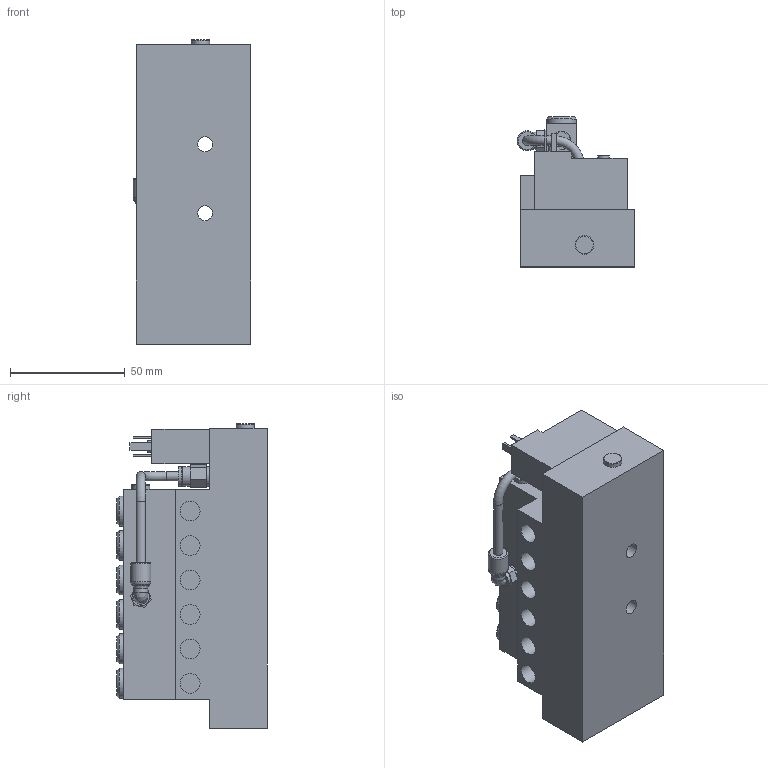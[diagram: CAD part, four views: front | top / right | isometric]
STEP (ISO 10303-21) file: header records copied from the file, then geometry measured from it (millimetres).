
FILE_DESCRIPTION(/* description */ ('AVAC Multicircuit'),/* implementation_level */ '2;1');
FILE_NAME(/* name */ '110 010 16 MSB.stp',/* time_stamp */ '2019-03-28T08:58:11+01:00',/* author */ ('Lars'),/* organization */ ('AVAC Vakuumteknik AB'),/* preprocessor_version */ 'ST-DEVELOPER v17',/* originating_system */ 'Autodesk Inventor 2018',/* authorisation */ '');
FILE_SCHEMA (('AUTOMOTIVE_DESIGN { 1 0 10303 214 3 1 1 }'));
Length unit declared in the file: millimetre
Products named in the file (1): Multikretssolid med extra allt
Bounding box: 51.35 x 65.4 x 132.5 mm (x, y, z)
Volume: 232275.1 mm3; surface area: 40072.9 mm2
Topology: 1 solids, 1 shells, 176 faces, 404 edges, 261 vertices
Faces by surface type: plane 124, cylinder 36, cone 8, torus 7, bspline 1
Full cylindrical faces by diameter (mm): 3 x1, 4 x3, 5 x2, 6 x2, 6.5 x2, 7.5 x2, 8 x2, 8.5 x3, 8.6 x7, 8.7 x1, 10.5 x2, 13 x6, 15 x2
Entity records: 5119 total; most frequent: CARTESIAN_POINT 869, DIRECTION 865, ORIENTED_EDGE 802, EDGE_CURVE 401, AXIS2_PLACEMENT_3D 290, LINE 285, VECTOR 285, VERTEX_POINT 261
